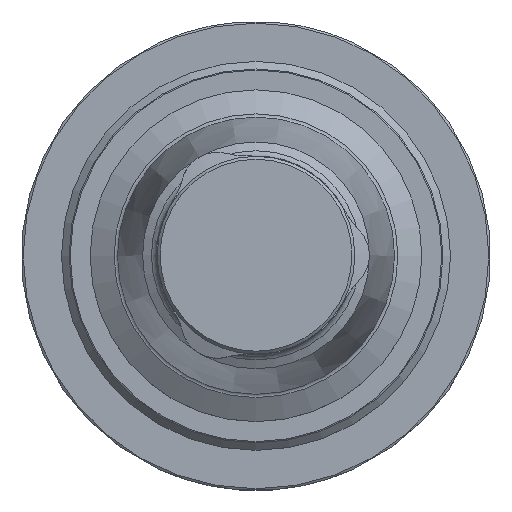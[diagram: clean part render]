
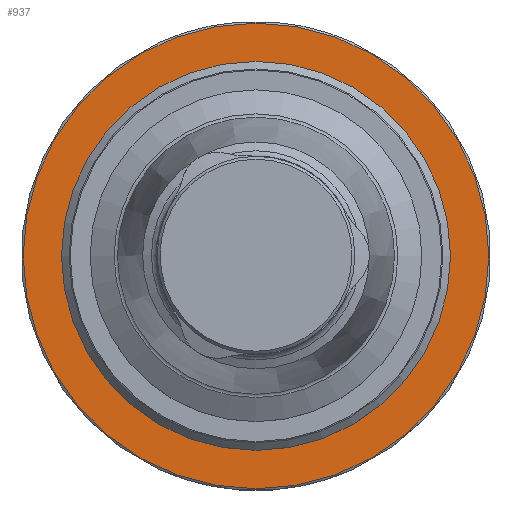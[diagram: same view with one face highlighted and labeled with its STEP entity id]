
A CAD part, top view. The second image highlights one B-rep face of the part: STEP entity #937.
In plain terms, the highlighted planar face has unit normal (0, 0, 1).
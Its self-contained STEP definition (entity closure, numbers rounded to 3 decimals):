
#22=PLANE('',#1031);
#70=CIRCLE('',#1030,33.65);
#71=CIRCLE('',#1032,40.7);
#203=ORIENTED_EDGE('',*,*,#455,.T.);
#204=ORIENTED_EDGE('',*,*,#456,.F.);
#455=EDGE_CURVE('',#586,#586,#70,.T.);
#456=EDGE_CURVE('',#587,#587,#71,.T.);
#586=VERTEX_POINT('',#1496);
#587=VERTEX_POINT('',#1499);
#730=EDGE_LOOP('',(#203));
#731=EDGE_LOOP('',(#204));
#825=FACE_BOUND('',#730,.T.);
#826=FACE_BOUND('',#731,.T.);
#937=ADVANCED_FACE('',(#825,#826),#22,.F.);
#1030=AXIS2_PLACEMENT_3D('',#1495,#1182,#1183);
#1031=AXIS2_PLACEMENT_3D('',#1497,#1184,#1185);
#1032=AXIS2_PLACEMENT_3D('',#1498,#1186,#1187);
#1182=DIRECTION('',(0.,0.,-1.));
#1183=DIRECTION('',(-1.,0.,0.));
#1184=DIRECTION('',(0.,0.,-1.));
#1185=DIRECTION('',(-1.,0.,0.));
#1186=DIRECTION('',(0.,0.,-1.));
#1187=DIRECTION('',(-1.,0.,0.));
#1495=CARTESIAN_POINT('',(0.,0.,-1.));
#1496=CARTESIAN_POINT('',(-33.65,0.,-1.));
#1497=CARTESIAN_POINT('',(-33.65,0.,-1.));
#1498=CARTESIAN_POINT('',(0.,0.,-1.));
#1499=CARTESIAN_POINT('',(-40.7,0.,-1.));
